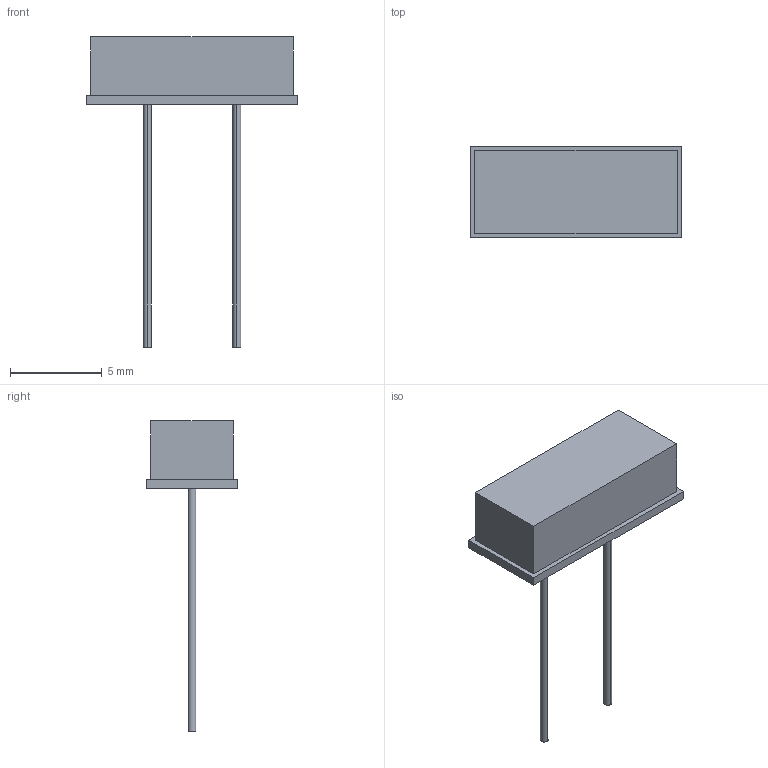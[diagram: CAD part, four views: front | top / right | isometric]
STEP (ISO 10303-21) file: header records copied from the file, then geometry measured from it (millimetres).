
FILE_DESCRIPTION(('FreeCAD Model'),'2;1');
FILE_NAME('242750.1.3.stp','2022-02-22T14:33:17',( 'Author'),(''),'Open CASCADE STEP processor 6.9','FreeCAD','Unknown' );
FILE_SCHEMA(('AUTOMOTIVE_DESIGN { 1 0 10303 214 1 1 1 1 }'));
Length unit declared in the file: millimetre
Products named in the file (3): ASSEMBLY; solidBody; solidLead
Assembly tree (2 placements, depth 2):
  ASSEMBLY
    solidBody
    solidLead
Bounding box: 11.5 x 5 x 16.88 mm (x, y, z)
Volume: 190 mm3; surface area: 266.3 mm2
Topology: 3 solids, 3 shells, 19 faces, 36 edges, 24 vertices
Faces by surface type: plane 15, cylinder 4
Entity records: 1019 total; most frequent: DIRECTION 160, CARTESIAN_POINT 154, LINE 92, VECTOR 92, ORIENTED_EDGE 72, PCURVE 72, DEFINITIONAL_REPRESENTATION 72, EDGE_CURVE 36
